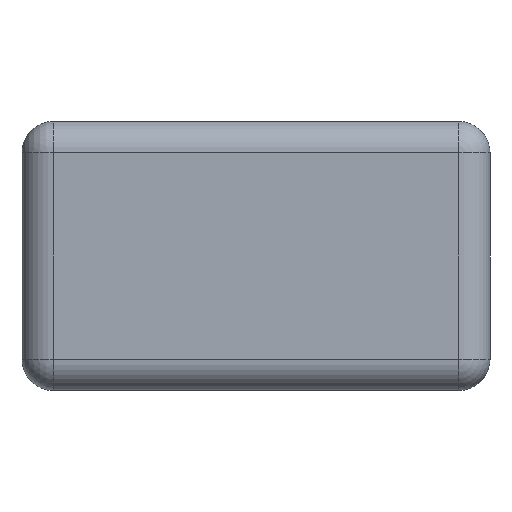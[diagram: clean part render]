
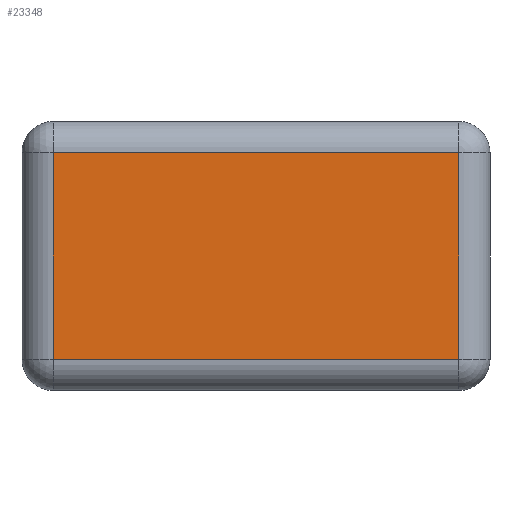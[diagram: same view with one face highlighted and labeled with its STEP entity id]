
A CAD part, front view. The second image highlights one B-rep face of the part: STEP entity #23348.
In plain terms, the highlighted planar face has unit normal (0, -1, 0).
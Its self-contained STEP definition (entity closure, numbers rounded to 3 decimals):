
#7911 = CARTESIAN_POINT ( 'NONE',  ( 0., -153.299, 0. ) ) ;
#9414 = ORIENTED_EDGE ( 'NONE', *, *, #12904, .T. ) ;
#11265 = VERTEX_POINT ( 'NONE', #57864 ) ;
#12037 = CARTESIAN_POINT ( 'NONE',  ( 0., -153.299, 263.371 ) ) ;
#12904 = EDGE_CURVE ( 'NONE', #18685, #69925, #36602, .T. ) ;
#18506 = EDGE_CURVE ( 'NONE', #97823, #11265, #93476, .T. ) ;
#18685 = VERTEX_POINT ( 'NONE', #49121 ) ;
#18739 = CARTESIAN_POINT ( 'NONE',  ( 517.212, -153.299, 263.371 ) ) ;
#22026 = EDGE_LOOP ( 'NONE', ( #88292, #31496, #41943, #9414 ) ) ;
#22714 = DIRECTION ( 'NONE',  ( 0., 0., 1. ) ) ;
#23348 = ADVANCED_FACE ( 'NONE', ( #45109 ), #44603, .T. ) ;
#24403 = EDGE_CURVE ( 'NONE', #11265, #18685, #61930, .T. ) ;
#25575 = CARTESIAN_POINT ( 'NONE',  ( -517.212, -153.299, 0. ) ) ;
#31496 = ORIENTED_EDGE ( 'NONE', *, *, #18506, .T. ) ;
#33156 = DIRECTION ( 'NONE',  ( 1., 0., 0. ) ) ;
#36602 = LINE ( 'NONE', #90590, #46736 ) ;
#41943 = ORIENTED_EDGE ( 'NONE', *, *, #24403, .T. ) ;
#44603 = PLANE ( 'NONE',  #50469 ) ;
#45109 = FACE_OUTER_BOUND ( 'NONE', #22026, .T. ) ;
#46736 = VECTOR ( 'NONE', #22714, 1000. ) ;
#49121 = CARTESIAN_POINT ( 'NONE',  ( 517.212, -153.299, -263.371 ) ) ;
#49315 = EDGE_CURVE ( 'NONE', #69925, #97823, #56629, .T. ) ;
#50469 = AXIS2_PLACEMENT_3D ( 'NONE', #7911, #74842, #65945 ) ;
#56629 = LINE ( 'NONE', #12037, #66643 ) ;
#57864 = CARTESIAN_POINT ( 'NONE',  ( -517.212, -153.299, -263.371 ) ) ;
#61930 = LINE ( 'NONE', #70351, #94625 ) ;
#65945 = DIRECTION ( 'NONE',  ( 0., 0., -1. ) ) ;
#66643 = VECTOR ( 'NONE', #95763, 1000. ) ;
#67855 = CARTESIAN_POINT ( 'NONE',  ( -517.212, -153.299, 263.371 ) ) ;
#69925 = VERTEX_POINT ( 'NONE', #18739 ) ;
#70195 = DIRECTION ( 'NONE',  ( 0., 0., -1. ) ) ;
#70351 = CARTESIAN_POINT ( 'NONE',  ( 0., -153.299, -263.371 ) ) ;
#74842 = DIRECTION ( 'NONE',  ( 0., -1., 0. ) ) ;
#88292 = ORIENTED_EDGE ( 'NONE', *, *, #49315, .T. ) ;
#90590 = CARTESIAN_POINT ( 'NONE',  ( 517.212, -153.299, 0. ) ) ;
#92678 = VECTOR ( 'NONE', #70195, 1000. ) ;
#93476 = LINE ( 'NONE', #25575, #92678 ) ;
#94625 = VECTOR ( 'NONE', #33156, 1000. ) ;
#95763 = DIRECTION ( 'NONE',  ( -1., 0., 0. ) ) ;
#97823 = VERTEX_POINT ( 'NONE', #67855 ) ;
